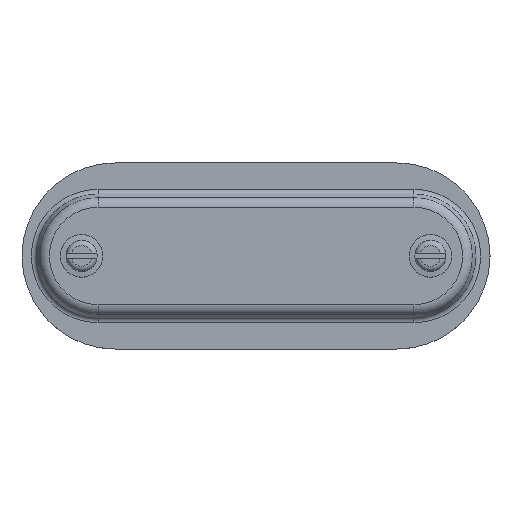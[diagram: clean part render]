
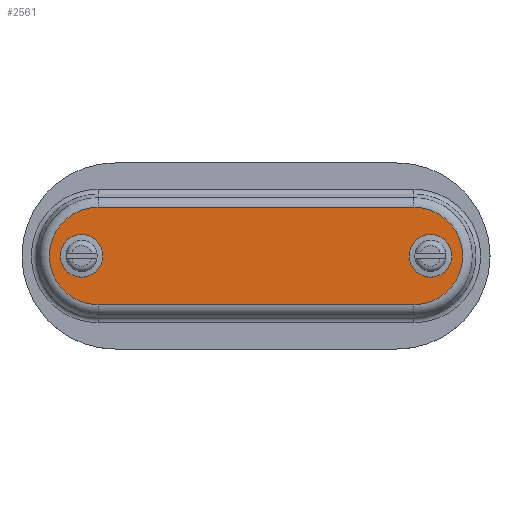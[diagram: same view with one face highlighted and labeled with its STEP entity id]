
A CAD part, top view. The second image highlights one B-rep face of the part: STEP entity #2561.
In plain terms, the highlighted planar face has unit normal (0, 0, 1).
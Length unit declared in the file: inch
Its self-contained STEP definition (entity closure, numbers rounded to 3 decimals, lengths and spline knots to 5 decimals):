
#158=FACE_BOUND('',#430,.T.);
#159=FACE_BOUND('',#431,.T.);
#194=PLANE('',#2867);
#266=FACE_OUTER_BOUND('',#429,.T.);
#429=EDGE_LOOP('',(#1810,#1811,#1812,#1813));
#430=EDGE_LOOP('',(#1814));
#431=EDGE_LOOP('',(#1815));
#624=LINE('',#3984,#810);
#625=LINE('',#3987,#811);
#810=VECTOR('',#3231,3.7125);
#811=VECTOR('',#3234,3.7125);
#990=CIRCLE('',#2868,0.57145);
#991=CIRCLE('',#2869,0.57145);
#992=CIRCLE('',#2870,0.10938);
#993=CIRCLE('',#2871,0.10938);
#1134=VERTEX_POINT('',#3980);
#1135=VERTEX_POINT('',#3981);
#1136=VERTEX_POINT('',#3983);
#1137=VERTEX_POINT('',#3985);
#1138=VERTEX_POINT('',#3988);
#1139=VERTEX_POINT('',#3990);
#1396=EDGE_CURVE('',#1134,#1135,#990,.T.);
#1397=EDGE_CURVE('',#1135,#1136,#624,.T.);
#1398=EDGE_CURVE('',#1136,#1137,#991,.T.);
#1399=EDGE_CURVE('',#1137,#1134,#625,.T.);
#1400=EDGE_CURVE('',#1138,#1138,#992,.T.);
#1401=EDGE_CURVE('',#1139,#1139,#993,.T.);
#1810=ORIENTED_EDGE('',*,*,#1396,.T.);
#1811=ORIENTED_EDGE('',*,*,#1397,.T.);
#1812=ORIENTED_EDGE('',*,*,#1398,.T.);
#1813=ORIENTED_EDGE('',*,*,#1399,.T.);
#1814=ORIENTED_EDGE('',*,*,#1400,.T.);
#1815=ORIENTED_EDGE('',*,*,#1401,.T.);
#2561=ADVANCED_FACE('',(#266,#158,#159),#194,.T.);
#2867=AXIS2_PLACEMENT_3D('',#3979,#3227,#3228);
#2868=AXIS2_PLACEMENT_3D('',#3982,#3229,#3230);
#2869=AXIS2_PLACEMENT_3D('',#3986,#3232,#3233);
#2870=AXIS2_PLACEMENT_3D('',#3989,#3235,#3236);
#2871=AXIS2_PLACEMENT_3D('',#3991,#3237,#3238);
#3227=DIRECTION('center_axis',(0.,0.,1.));
#3228=DIRECTION('ref_axis',(1.,0.,0.));
#3229=DIRECTION('center_axis',(0.,0.,1.));
#3230=DIRECTION('ref_axis',(1.,0.,0.));
#3231=DIRECTION('',(-1.,0.,0.));
#3232=DIRECTION('center_axis',(0.,0.,1.));
#3233=DIRECTION('ref_axis',(1.,0.,0.));
#3234=DIRECTION('',(1.,0.,0.));
#3235=DIRECTION('center_axis',(0.,0.,-1.));
#3236=DIRECTION('ref_axis',(-1.,0.,0.));
#3237=DIRECTION('center_axis',(0.,0.,-1.));
#3238=DIRECTION('ref_axis',(-1.,0.,0.));
#3979=CARTESIAN_POINT('Origin',(-2.,0.,0.29));
#3980=CARTESIAN_POINT('',(1.5125,-0.57145,0.29));
#3981=CARTESIAN_POINT('',(1.5125,0.57145,0.29));
#3982=CARTESIAN_POINT('Origin',(1.5125,0.,0.29));
#3983=CARTESIAN_POINT('',(-2.2,0.57145,0.29));
#3984=CARTESIAN_POINT('',(1.5125,0.57145,0.29));
#3985=CARTESIAN_POINT('',(-2.2,-0.57145,0.29));
#3986=CARTESIAN_POINT('Origin',(-2.2,0.,0.29));
#3987=CARTESIAN_POINT('',(-2.2,-0.57145,0.29));
#3988=CARTESIAN_POINT('',(1.59688,0.,0.29));
#3989=CARTESIAN_POINT('Origin',(1.70625,0.,0.29));
#3990=CARTESIAN_POINT('',(-2.50313,0.,0.29));
#3991=CARTESIAN_POINT('Origin',(-2.39375,0.,0.29));
